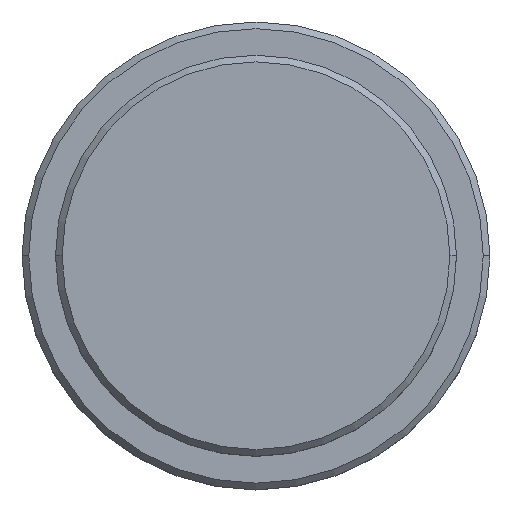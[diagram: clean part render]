
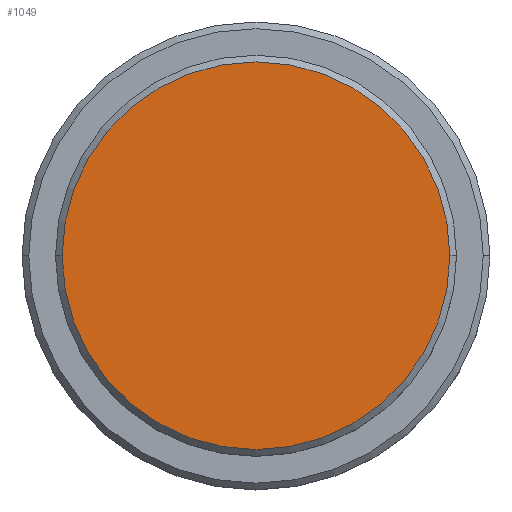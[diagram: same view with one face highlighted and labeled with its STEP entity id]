
A CAD part, top view. The second image highlights one B-rep face of the part: STEP entity #1049.
In plain terms, the highlighted planar face has unit normal (0, 0, 1).
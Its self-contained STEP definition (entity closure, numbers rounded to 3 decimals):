
#164 = ORIENTED_EDGE ( 'NONE', *, *, #570, .T. ) ;
#213 = EDGE_LOOP ( 'NONE', ( #1144, #164 ) ) ;
#250 = VERTEX_POINT ( 'NONE', #405 ) ;
#256 = FACE_OUTER_BOUND ( 'NONE', #213, .T. ) ;
#286 = VERTEX_POINT ( 'NONE', #522 ) ;
#357 = DIRECTION ( 'NONE',  ( 1., 0., 0. ) ) ;
#405 = CARTESIAN_POINT ( 'NONE',  ( -14.5, 0., 0. ) ) ;
#425 = DIRECTION ( 'NONE',  ( 0., 0., 1. ) ) ;
#522 = CARTESIAN_POINT ( 'NONE',  ( 14.5, 0., 0. ) ) ;
#569 = DIRECTION ( 'NONE',  ( 0., 0., 1. ) ) ;
#570 = EDGE_CURVE ( 'NONE', #286, #250, #888, .T. ) ;
#779 = AXIS2_PLACEMENT_3D ( 'NONE', #884, #569, #357 ) ;
#823 = EDGE_CURVE ( 'NONE', #250, #286, #1067, .T. ) ;
#877 = PLANE ( 'NONE',  #779 ) ;
#884 = CARTESIAN_POINT ( 'NONE',  ( 0., 0., 0. ) ) ;
#888 = CIRCLE ( 'NONE', #1156, 14.5 ) ;
#956 = AXIS2_PLACEMENT_3D ( 'NONE', #1411, #425, #1174 ) ;
#1049 = ADVANCED_FACE ( 'NONE', ( #256 ), #877, .T. ) ;
#1067 = CIRCLE ( 'NONE', #956, 14.5 ) ;
#1144 = ORIENTED_EDGE ( 'NONE', *, *, #823, .T. ) ;
#1156 = AXIS2_PLACEMENT_3D ( 'NONE', #1277, #1166, #1396 ) ;
#1166 = DIRECTION ( 'NONE',  ( 0., 0., 1. ) ) ;
#1174 = DIRECTION ( 'NONE',  ( 1., 0., 0. ) ) ;
#1277 = CARTESIAN_POINT ( 'NONE',  ( 0., 0., 0. ) ) ;
#1396 = DIRECTION ( 'NONE',  ( 1., 0., 0. ) ) ;
#1411 = CARTESIAN_POINT ( 'NONE',  ( 0., 0., 0. ) ) ;
